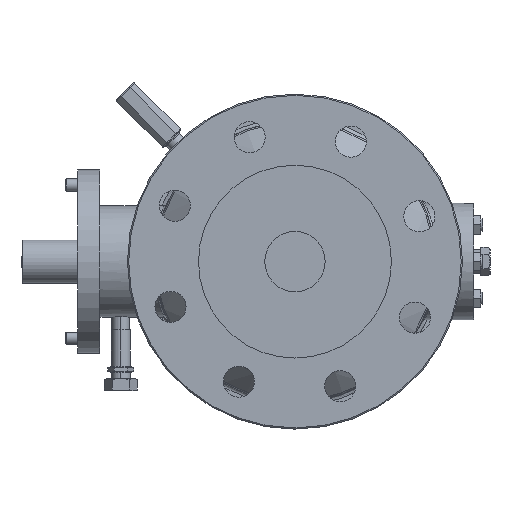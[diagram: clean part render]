
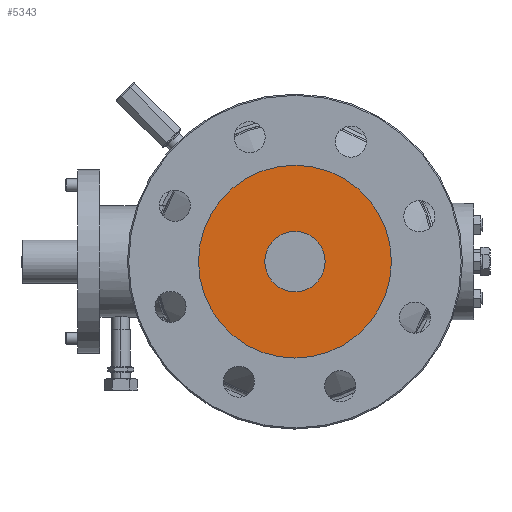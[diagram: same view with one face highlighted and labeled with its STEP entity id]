
A CAD part, left-side view. The second image highlights one B-rep face of the part: STEP entity #5343.
In plain terms, the highlighted planar face has unit normal (-1, 0, 0).
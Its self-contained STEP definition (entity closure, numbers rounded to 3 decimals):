
#1754 = CARTESIAN_POINT ( 'NONE',  ( -184.5, 0., 78.6 ) ) ;
#2025 = CIRCLE ( 'NONE', #20181, 78.6 ) ;
#2157 = DIRECTION ( 'NONE',  ( -1., 0., 0. ) ) ;
#2417 = ORIENTED_EDGE ( 'NONE', *, *, #9956, .T. ) ;
#3533 = CARTESIAN_POINT ( 'NONE',  ( -184.5, 0., 0. ) ) ;
#3951 = DIRECTION ( 'NONE',  ( -1., 0., 0. ) ) ;
#4050 = EDGE_LOOP ( 'NONE', ( #2417, #6733 ) ) ;
#5343 = ADVANCED_FACE ( 'NONE', ( #16104, #24575 ), #5600, .T. ) ;
#5420 = EDGE_CURVE ( 'NONE', #21328, #24276, #8272, .T. ) ;
#5425 = ORIENTED_EDGE ( 'NONE', *, *, #5420, .F. ) ;
#5600 = PLANE ( 'NONE',  #19759 ) ;
#6733 = ORIENTED_EDGE ( 'NONE', *, *, #18482, .T. ) ;
#6756 = CIRCLE ( 'NONE', #19153, 78.6 ) ;
#7526 = ORIENTED_EDGE ( 'NONE', *, *, #14786, .F. ) ;
#7795 = CARTESIAN_POINT ( 'NONE',  ( -184.5, 0., 0. ) ) ;
#8012 = CARTESIAN_POINT ( 'NONE',  ( -184.5, 0., 0. ) ) ;
#8272 = CIRCLE ( 'NONE', #20198, 24.6 ) ;
#9933 = DIRECTION ( 'NONE',  ( 0., 0., 1. ) ) ;
#9956 = EDGE_CURVE ( 'NONE', #21516, #19328, #2025, .T. ) ;
#10260 = CIRCLE ( 'NONE', #25277, 24.6 ) ;
#10542 = DIRECTION ( 'NONE',  ( -1., 0., 0. ) ) ;
#12657 = DIRECTION ( 'NONE',  ( 0., 0., 1. ) ) ;
#14786 = EDGE_CURVE ( 'NONE', #24276, #21328, #10260, .T. ) ;
#14999 = CARTESIAN_POINT ( 'NONE',  ( -184.5, 0., 0. ) ) ;
#16104 = FACE_OUTER_BOUND ( 'NONE', #4050, .T. ) ;
#17147 = DIRECTION ( 'NONE',  ( 0., 0., 1. ) ) ;
#18482 = EDGE_CURVE ( 'NONE', #19328, #21516, #6756, .T. ) ;
#19153 = AXIS2_PLACEMENT_3D ( 'NONE', #7795, #25360, #24958 ) ;
#19328 = VERTEX_POINT ( 'NONE', #1754 ) ;
#19759 = AXIS2_PLACEMENT_3D ( 'NONE', #3533, #20417, #9933 ) ;
#19907 = CARTESIAN_POINT ( 'NONE',  ( -184.5, 0., -78.6 ) ) ;
#20181 = AXIS2_PLACEMENT_3D ( 'NONE', #8012, #2157, #21167 ) ;
#20198 = AXIS2_PLACEMENT_3D ( 'NONE', #14999, #3951, #12657 ) ;
#20417 = DIRECTION ( 'NONE',  ( -1., 0., 0. ) ) ;
#20603 = EDGE_LOOP ( 'NONE', ( #5425, #7526 ) ) ;
#21167 = DIRECTION ( 'NONE',  ( 0., 0., 1. ) ) ;
#21177 = CARTESIAN_POINT ( 'NONE',  ( -184.5, 0., 24.6 ) ) ;
#21328 = VERTEX_POINT ( 'NONE', #23511 ) ;
#21516 = VERTEX_POINT ( 'NONE', #19907 ) ;
#23511 = CARTESIAN_POINT ( 'NONE',  ( -184.5, 0., -24.6 ) ) ;
#24276 = VERTEX_POINT ( 'NONE', #21177 ) ;
#24575 = FACE_BOUND ( 'NONE', #20603, .T. ) ;
#24958 = DIRECTION ( 'NONE',  ( 0., 0., 1. ) ) ;
#25277 = AXIS2_PLACEMENT_3D ( 'NONE', #26304, #10542, #17147 ) ;
#25360 = DIRECTION ( 'NONE',  ( -1., 0., 0. ) ) ;
#26304 = CARTESIAN_POINT ( 'NONE',  ( -184.5, 0., 0. ) ) ;
